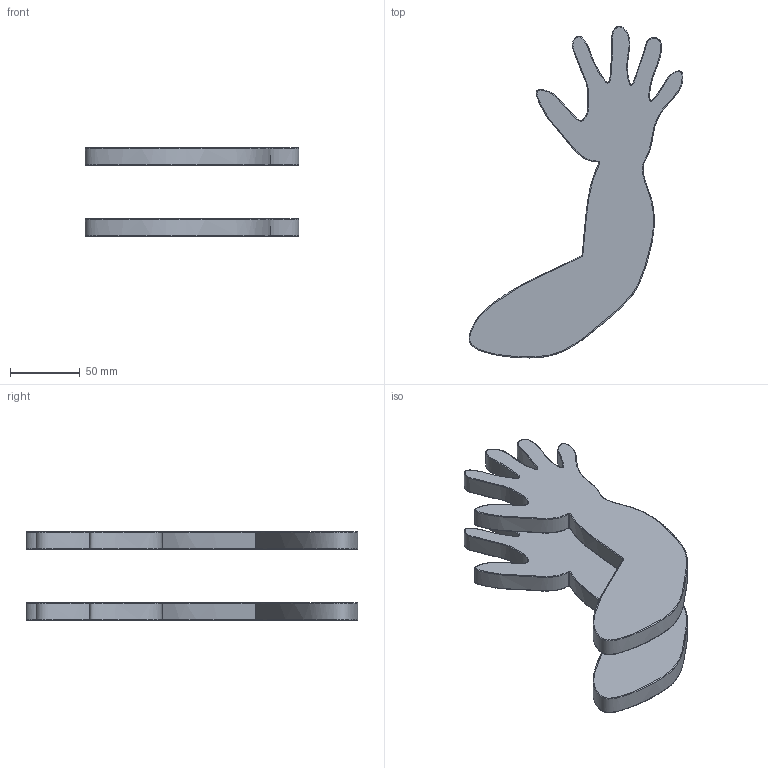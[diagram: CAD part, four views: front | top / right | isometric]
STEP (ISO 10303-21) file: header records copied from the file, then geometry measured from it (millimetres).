
FILE_DESCRIPTION((''),'2;1');
FILE_NAME('Wine_Bottle_Holder_(arms).stp','2021-02-03T07:10:49',(''),(''),'STEP Write','Mastercam 2019 ... CNC Software, Inc.','');
FILE_SCHEMA(('AUTOMOTIVE_DESIGN'));
Length unit declared in the file: inch
Products named in the file (1): None
Bounding box: 152.74 x 237.16 x 63.5 mm (x, y, z)
Volume: 363123.4 mm3; surface area: 84467.9 mm2
Topology: 2 solids, 2 shells, 28 faces, 107 edges, 134 vertices
Faces by surface type: bspline 12, torus 8, plane 4, cylinder 4
Entity records: 14053 total; most frequent: CARTESIAN_POINT 13200, DIRECTION 180, ORIENTED_EDGE 112, AXIS2_PLACEMENT_3D 82, STYLED_ITEM 82, CIRCLE 64, EDGE_CURVE 56, TRIMMED_CURVE 35
